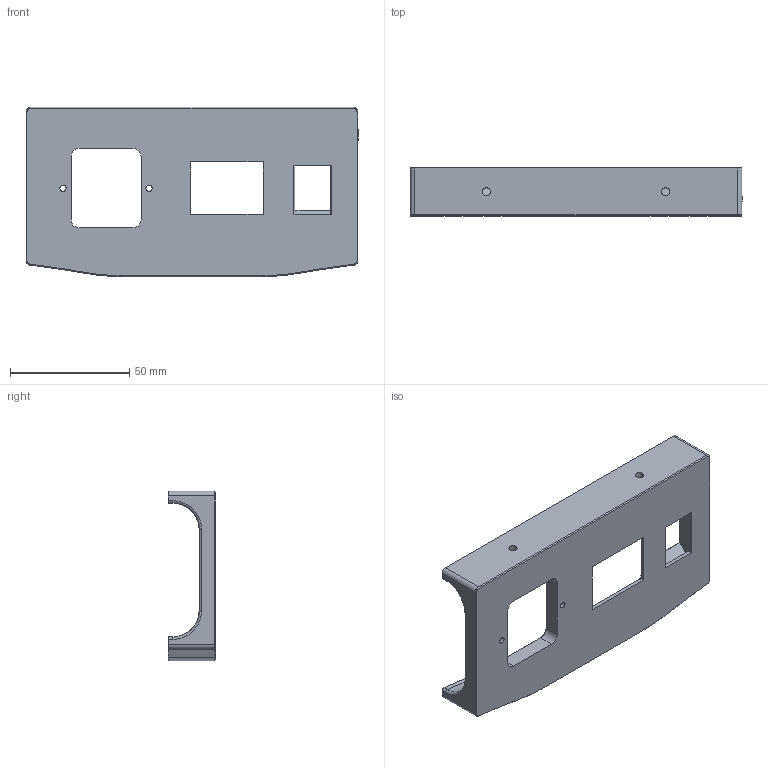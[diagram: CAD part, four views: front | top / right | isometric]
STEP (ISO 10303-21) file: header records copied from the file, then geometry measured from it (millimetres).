
FILE_DESCRIPTION(/* description */ (''),/* implementation_level */ '2;1');
FILE_NAME(/* name */ 'plug_panel_filtered_mains_keystone.step',/* time_stamp */ '2020-05-11T18:32:57-07:00',/* author */ (''),/* organization */ (''),/* preprocessor_version */ 'ST-DEVELOPER v18.1',/* originating_system */ 'Autodesk Translation Framework v9.2.0.1227',/* authorisation */ '');
FILE_SCHEMA (('AUTOMOTIVE_DESIGN { 1 0 10303 214 3 1 1 }'));
Length unit declared in the file: millimetre
Products named in the file (1): plug_panel_filtered_mains_keystone
Bounding box: 139 x 20 x 71 mm (x, y, z)
Volume: 76014.5 mm3; surface area: 26813.1 mm2
Topology: 1 solids, 1 shells, 119 faces, 296 edges, 180 vertices
Faces by surface type: plane 55, cylinder 34, cone 22, torus 6, bspline 2
Full cylindrical faces by diameter (mm): 2.6 x2, 3.4 x2, 6 x2
Entity records: 3750 total; most frequent: CARTESIAN_POINT 810, DIRECTION 620, ORIENTED_EDGE 592, EDGE_CURVE 296, AXIS2_PLACEMENT_3D 214, LINE 192, VECTOR 192, VERTEX_POINT 180
